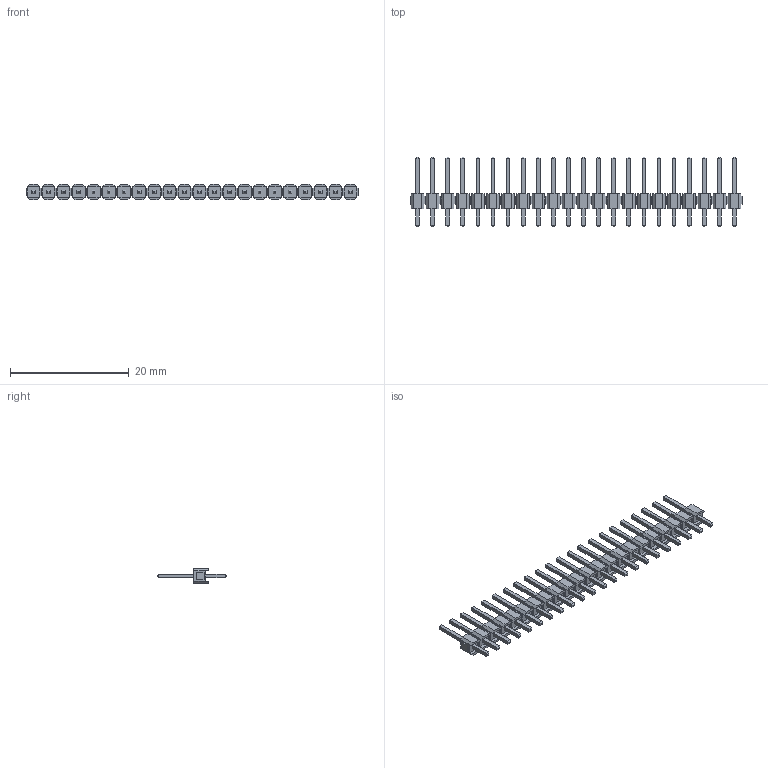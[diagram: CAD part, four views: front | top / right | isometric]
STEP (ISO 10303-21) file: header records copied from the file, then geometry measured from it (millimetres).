
FILE_DESCRIPTION (( 'STEP AP214' ), '1' );
FILE_NAME ('PLS-22.STEP', '2019-06-30T19:18:29', ( '' ), ( '' ), 'SwSTEP 2.0', 'SolidWorks 2018', '' );
FILE_SCHEMA (( 'AUTOMOTIVE_DESIGN' ));
Length unit declared in the file: millimetre
Products named in the file (1): PLS-22
Bounding box: 55.88 x 11.64 x 2.54 mm (x, y, z)
Volume: 338.7 mm3; surface area: 1273.3 mm2
Topology: 22 solids, 22 shells, 924 faces, 2112 edges, 1320 vertices
Faces by surface type: plane 924
Entity records: 35471 total; most frequent: CARTESIAN_POINT 4357, ORIENTED_EDGE 4224, DIRECTION 3962, LINE 2112, VECTOR 2112, EDGE_CURVE 2112, VERTEX_POINT 1320, EDGE_LOOP 1012
